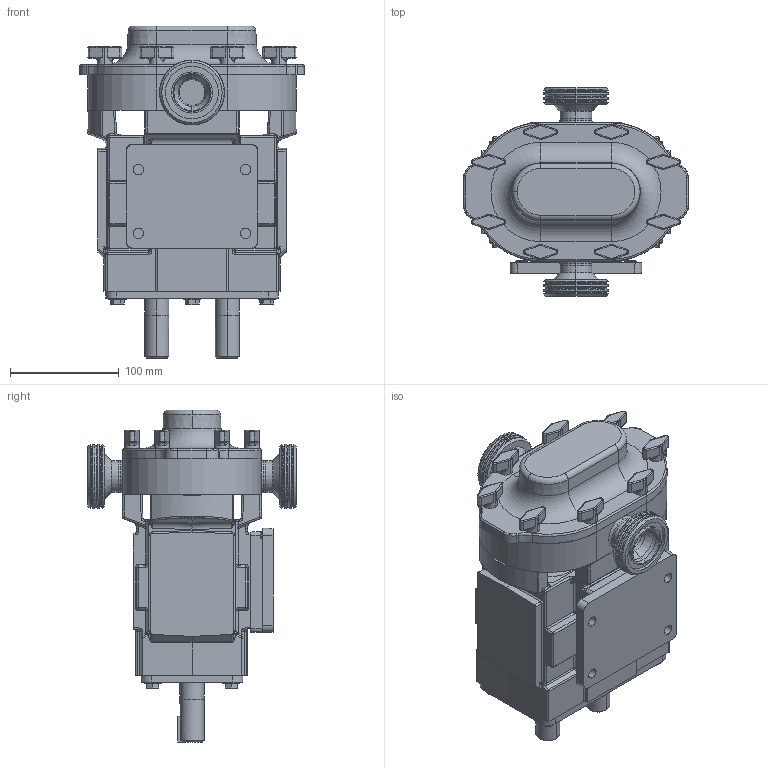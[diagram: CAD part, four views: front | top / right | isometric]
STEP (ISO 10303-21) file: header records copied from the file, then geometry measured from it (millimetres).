
FILE_DESCRIPTION (( 'STEP AP214' ), '1' );
FILE_NAME ('TRA10-0060-023.STEP', '2024-03-26T16:58:02', ( '' ), ( '' ), 'SwSTEP 2.0', 'SolidWorks 2022', '' );
FILE_SCHEMA (( 'AUTOMOTIVE_DESIGN' ));
Length unit declared in the file: inch
Products named in the file (5): TRA10-0060-023; TRA10-0150-COVER-STD; TRA10-0150-GEARBOX-V; TRA10-0150-BODY; 0150SMS15
Assembly tree (5 placements, depth 2):
  TRA10-0060-023
    TRA10-0150-GEARBOX-V
    TRA10-0150-BODY
    TRA10-0150-COVER-STD
    0150SMS15  x2
Bounding box: 207.04 x 191.52 x 305.51 mm (x, y, z)
Volume: 3960050.5 mm3; surface area: 320762.7 mm2
Topology: 5 solids, 5 shells, 1216 faces, 2877 edges, 1657 vertices
Faces by surface type: cylinder 429, plane 314, bspline 212, torus 117, cone 90, sphere 54
Entity records: 42648 total; most frequent: CARTESIAN_POINT 14389, ORIENTED_EDGE 5426, DIRECTION 5019, EDGE_CURVE 2713, AXIS2_PLACEMENT_3D 1937, VERTEX_POINT 1597, EDGE_LOOP 1208, FACE_OUTER_BOUND 1161
